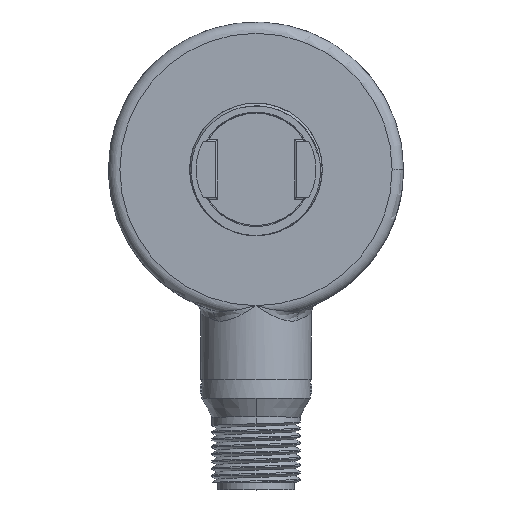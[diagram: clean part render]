
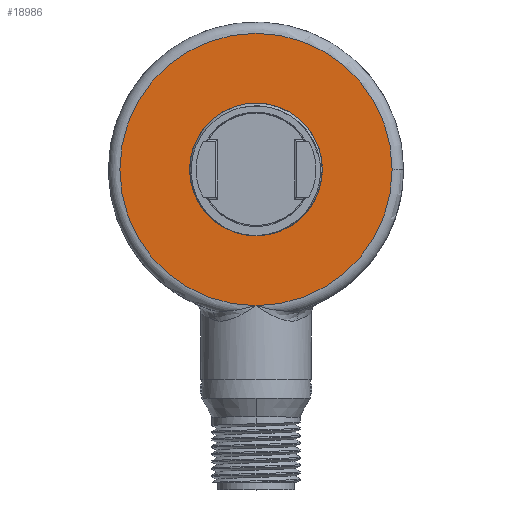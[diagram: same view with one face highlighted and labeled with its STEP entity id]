
A CAD part, top view. The second image highlights one B-rep face of the part: STEP entity #18986.
In plain terms, the highlighted planar face has unit normal (0, 0, 1).
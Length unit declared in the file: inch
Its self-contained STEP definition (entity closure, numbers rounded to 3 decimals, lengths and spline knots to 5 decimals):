
#6034=CARTESIAN_POINT('',(0.,1.122,0.295));
#6035=DIRECTION('',(0.,0.,1.));
#6036=DIRECTION('',(0.,-1.,0.));
#6037=AXIS2_PLACEMENT_3D('',#6034,#6035,#6036);
#6039=CARTESIAN_POINT('',(0.,1.122,0.295));
#6040=DIRECTION('',(0.,0.,1.));
#6041=DIRECTION('',(0.,1.,0.));
#6042=AXIS2_PLACEMENT_3D('',#6039,#6040,#6041);
#6049=CARTESIAN_POINT('',(0.,1.122,0.295));
#6050=DIRECTION('',(0.,0.,1.));
#6051=DIRECTION('',(1.,0.,0.));
#6052=AXIS2_PLACEMENT_3D('',#6049,#6050,#6051);
#6401=CARTESIAN_POINT('',(0.,1.122,0.295));
#6402=DIRECTION('',(0.,0.,1.));
#6403=DIRECTION('',(0.,-1.,0.));
#6404=AXIS2_PLACEMENT_3D('',#6401,#6402,#6403);
#13477=CARTESIAN_POINT('',(0.7275,1.122,0.295));
#13478=CARTESIAN_POINT('',(0.,0.3945,0.295));
#13479=VERTEX_POINT('',#13477);
#13480=VERTEX_POINT('',#13478);
#13653=CARTESIAN_POINT('',(0.,0.77075,0.295));
#13654=CARTESIAN_POINT('',(0.,1.47325,0.295));
#13655=VERTEX_POINT('',#13653);
#13656=VERTEX_POINT('',#13654);
#18970=CARTESIAN_POINT('',(0.,1.122,0.295));
#18971=DIRECTION('',(0.,0.,1.));
#18972=DIRECTION('',(1.,0.,0.));
#18973=AXIS2_PLACEMENT_3D('',#18970,#18971,#18972);
#18974=PLANE('',#18973);
#18976=ORIENTED_EDGE('',*,*,#18975,.F.);
#18978=ORIENTED_EDGE('',*,*,#18977,.F.);
#18979=EDGE_LOOP('',(#18976,#18978));
#18980=FACE_OUTER_BOUND('',#18979,.F.);
#18981=ORIENTED_EDGE('',*,*,#18960,.T.);
#18983=ORIENTED_EDGE('',*,*,#18982,.T.);
#18984=EDGE_LOOP('',(#18981,#18983));
#18985=FACE_BOUND('',#18984,.F.);
#18986=ADVANCED_FACE('',(#18980,#18985),#18974,.T.);
#6038=CIRCLE('',#6037,0.35125);
#6043=CIRCLE('',#6042,0.35125);
#6053=CIRCLE('',#6052,0.7275);
#6405=CIRCLE('',#6404,0.7275);
#18960=EDGE_CURVE('',#13655,#13656,#6038,.T.);
#18975=EDGE_CURVE('',#13479,#13480,#6053,.T.);
#18977=EDGE_CURVE('',#13480,#13479,#6405,.T.);
#18982=EDGE_CURVE('',#13656,#13655,#6043,.T.);
